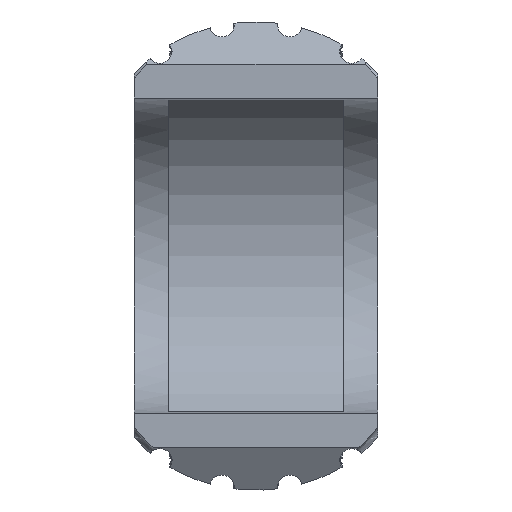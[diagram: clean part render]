
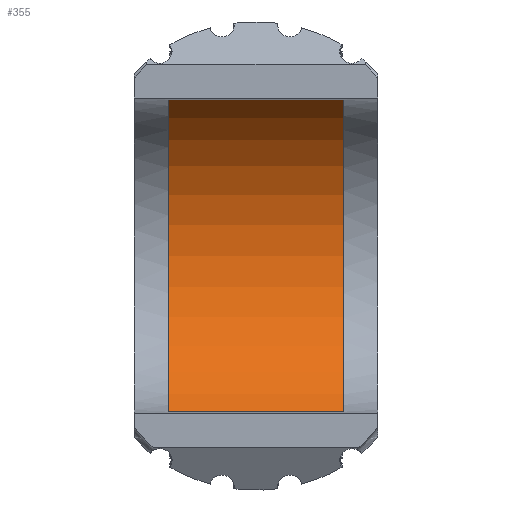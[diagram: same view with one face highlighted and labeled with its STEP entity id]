
A CAD part, top view. The second image highlights one B-rep face of the part: STEP entity #355.
In plain terms, the highlighted cylindrical face has radius 15 mm (diameter 30 mm), a partial arc.
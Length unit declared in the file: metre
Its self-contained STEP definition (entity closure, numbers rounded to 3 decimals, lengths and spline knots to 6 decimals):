
#355 = ADVANCED_FACE( '', ( #782 ), #783, .F. );
#782 = FACE_OUTER_BOUND( '', #2068, .T. );
#783 = CYLINDRICAL_SURFACE( '', #2069, 0.015 );
#2068 = EDGE_LOOP( '', ( #3956, #3957, #3958, #3959 ) );
#2069 = AXIS2_PLACEMENT_3D( '', #3960, #3961, #3962 );
#3956 = ORIENTED_EDGE( '', *, *, #4840, .T. );
#3957 = ORIENTED_EDGE( '', *, *, #5236, .T. );
#3958 = ORIENTED_EDGE( '', *, *, #5086, .T. );
#3959 = ORIENTED_EDGE( '', *, *, #4889, .F. );
#3960 = CARTESIAN_POINT( '', ( -0.143574, 0.173571, -0.059777 ) );
#3961 = DIRECTION( '', ( 1., 0., 0. ) );
#3962 = DIRECTION( '', ( 0., 1., 0. ) );
#4840 = EDGE_CURVE( '', #5546, #5544, #5547, .T. );
#4889 = EDGE_CURVE( '', #5546, #5628, #5629, .T. );
#5086 = EDGE_CURVE( '', #5954, #5628, #5955, .T. );
#5236 = EDGE_CURVE( '', #5544, #5954, #6166, .T. );
#5544 = VERTEX_POINT( '', #6792 );
#5546 = VERTEX_POINT( '', #6795 );
#5547 = CIRCLE( '', #6796, 0.015 );
#5628 = VERTEX_POINT( '', #7079 );
#5629 = LINE( '', #7080, #7081 );
#5954 = VERTEX_POINT( '', #8332 );
#5955 = CIRCLE( '', #8333, 0.015 );
#6166 = LINE( '', #9137, #9138 );
#6792 = CARTESIAN_POINT( '', ( -0.143574, 0.188286, -0.062687 ) );
#6795 = CARTESIAN_POINT( '', ( -0.143574, 0.158863, -0.062726 ) );
#6796 = AXIS2_PLACEMENT_3D( '', #9822, #9823, #9824 );
#7079 = CARTESIAN_POINT( '', ( -0.157974, 0.158863, -0.062726 ) );
#7080 = CARTESIAN_POINT( '', ( -0.143574, 0.158863, -0.062726 ) );
#7081 = VECTOR( '', #9850, 1. );
#8332 = CARTESIAN_POINT( '', ( -0.157974, 0.188286, -0.062687 ) );
#8333 = AXIS2_PLACEMENT_3D( '', #10049, #10050, #10051 );
#9137 = CARTESIAN_POINT( '', ( -0.143574, 0.188286, -0.062687 ) );
#9138 = VECTOR( '', #10179, 1. );
#9822 = CARTESIAN_POINT( '', ( -0.143574, 0.173571, -0.059777 ) );
#9823 = DIRECTION( '', ( 1., 0., 0. ) );
#9824 = DIRECTION( '', ( 0., 1., 0. ) );
#9850 = DIRECTION( '', ( -1., 0., 0. ) );
#10049 = CARTESIAN_POINT( '', ( -0.157974, 0.173571, -0.059777 ) );
#10050 = DIRECTION( '', ( -1., 0., 0. ) );
#10051 = DIRECTION( '', ( 0., 1., 0. ) );
#10179 = DIRECTION( '', ( -1., 0., 0. ) );
